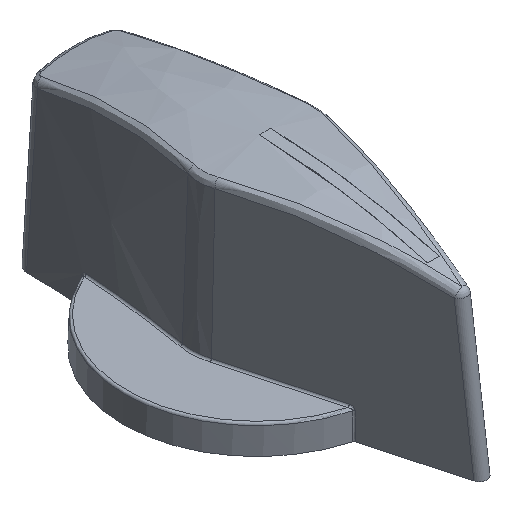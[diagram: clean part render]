
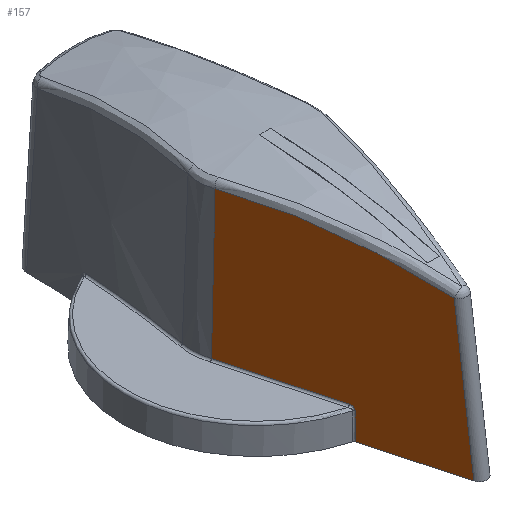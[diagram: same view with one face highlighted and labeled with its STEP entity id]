
A CAD part, isometric view. The second image highlights one B-rep face of the part: STEP entity #157.
In plain terms, the highlighted planar face has unit normal (-0.964, -0.264, 0.035).
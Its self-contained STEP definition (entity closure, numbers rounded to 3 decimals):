
#157 = ADVANCED_FACE( '', ( #400 ), #401, .T. );
#400 = FACE_OUTER_BOUND( '', #767, .T. );
#401 = PLANE( '', #768 );
#767 = EDGE_LOOP( '', ( #2442, #2443, #2444, #2445, #2446, #2447, #2448 ) );
#768 = AXIS2_PLACEMENT_3D( '', #2449, #2450, #2451 );
#2442 = ORIENTED_EDGE( '', *, *, #3241, .T. );
#2443 = ORIENTED_EDGE( '', *, *, #3242, .T. );
#2444 = ORIENTED_EDGE( '', *, *, #3243, .T. );
#2445 = ORIENTED_EDGE( '', *, *, #3244, .T. );
#2446 = ORIENTED_EDGE( '', *, *, #3245, .F. );
#2447 = ORIENTED_EDGE( '', *, *, #3246, .T. );
#2448 = ORIENTED_EDGE( '', *, *, #3247, .T. );
#2449 = CARTESIAN_POINT( '', ( -7.708, -4.607, 0. ) );
#2450 = DIRECTION( '', ( -0.964, -0.264, 0.035 ) );
#2451 = DIRECTION( '', ( 0.264, -0.965, 0. ) );
#3241 = EDGE_CURVE( '', #3608, #3609, #3610, .T. );
#3242 = EDGE_CURVE( '', #3609, #3611, #3612, .F. );
#3243 = EDGE_CURVE( '', #3611, #3613, #3614, .T. );
#3244 = EDGE_CURVE( '', #3613, #3615, #3616, .T. );
#3245 = EDGE_CURVE( '', #3617, #3615, #3618, .T. );
#3246 = EDGE_CURVE( '', #3617, #3619, #3620, .F. );
#3247 = EDGE_CURVE( '', #3619, #3608, #3621, .T. );
#3608 = VERTEX_POINT( '', #4128 );
#3609 = VERTEX_POINT( '', #4129 );
#3610 = LINE( '', #4130, #4131 );
#3611 = VERTEX_POINT( '', #4132 );
#3612 = LINE( '', #4133, #4134 );
#3613 = VERTEX_POINT( '', #4135 );
#3614 = B_SPLINE_CURVE_WITH_KNOTS( '', 3, ( #4136, #4137, #4138, #4139, #4140, #4141, #4142, #4143, #4144, #4145, #4146, #4147, #4148, #4149, #4150, #4151, #4152, #4153, #4154, #4155, #4156, #4157, #4158, #4159, #4160, #4161, #4162, #4163, #4164, #4165, #4166, #4167, #4168, #4169, #4170 ), .UNSPECIFIED., .F., .F., ( 4, 2, 2, 2, 2, 1, 1, 2, 2, 1, 1, 1, 2, 2, 1, 1, 1, 2, 2, 1, 1, 1, 4 ), ( 0., 0., 0., 0., 0., 0., 0., 0., 0., 0., 0., 0.001, 0.001, 0.001, 0.001, 0.001, 0.001, 0.001, 0.001, 0.001, 0.001, 0.001, 0.001 ), .UNSPECIFIED. );
#3615 = VERTEX_POINT( '', #4171 );
#3616 = B_SPLINE_CURVE_WITH_KNOTS( '', 3, ( #4172, #4173, #4174, #4175 ), .UNSPECIFIED., .F., .F., ( 4, 4 ), ( 0., 0.003 ), .UNSPECIFIED. );
#3617 = VERTEX_POINT( '', #4176 );
#3618 = LINE( '', #4177, #4178 );
#3619 = VERTEX_POINT( '', #4179 );
#3620 = LINE( '', #4180, #4181 );
#3621 = B_SPLINE_CURVE_WITH_KNOTS( '', 3, ( #4182, #4183, #4184, #4185, #4186, #4187, #4188, #4189, #4190, #4191, #4192, #4193, #4194, #4195, #4196, #4197, #4198, #4199, #4200, #4201, #4202, #4203, #4204, #4205, #4206 ), .UNSPECIFIED., .F., .F., ( 4, 1, 1, 1, 1, 1, 2, 2, 1, 1, 1, 1, 2, 1, 1, 2, 1, 1, 4 ), ( 0., 0.002, 0.003, 0.005, 0.006, 0.008, 0.01, 0.013, 0.014, 0.016, 0.018, 0.019, 0.021, 0.022, 0.022, 0.022, 0.023, 0.024, 0.026 ), .UNSPECIFIED. );
#4128 = CARTESIAN_POINT( '', ( -7.577, -2.072, 22.761 ) );
#4129 = CARTESIAN_POINT( '', ( -8.211, -2.245, 3.941 ) );
#4130 = CARTESIAN_POINT( '', ( -8.344, -2.281, 0. ) );
#4131 = VECTOR( '', #5596, 1000. );
#4132 = CARTESIAN_POINT( '', ( -4.344, -16.388, 3.941 ) );
#4133 = CARTESIAN_POINT( '', ( -7.575, -4.571, 3.941 ) );
#4134 = VECTOR( '', #5597, 1000. );
#4135 = CARTESIAN_POINT( '', ( -4.197, -16.997, 3.41 ) );
#4136 = CARTESIAN_POINT( '', ( -4.344, -16.388, 3.941 ) );
#4137 = CARTESIAN_POINT( '', ( -4.334, -16.425, 3.941 ) );
#4138 = CARTESIAN_POINT( '', ( -4.324, -16.461, 3.938 ) );
#4139 = CARTESIAN_POINT( '', ( -4.31, -16.515, 3.93 ) );
#4140 = CARTESIAN_POINT( '', ( -4.305, -16.533, 3.926 ) );
#4141 = CARTESIAN_POINT( '', ( -4.298, -16.56, 3.92 ) );
#4142 = CARTESIAN_POINT( '', ( -4.296, -16.569, 3.917 ) );
#4143 = CARTESIAN_POINT( '', ( -4.291, -16.587, 3.912 ) );
#4144 = CARTESIAN_POINT( '', ( -4.289, -16.596, 3.909 ) );
#4145 = CARTESIAN_POINT( '', ( -4.282, -16.622, 3.9 ) );
#4146 = CARTESIAN_POINT( '', ( -4.273, -16.656, 3.887 ) );
#4147 = CARTESIAN_POINT( '', ( -4.26, -16.706, 3.863 ) );
#4148 = CARTESIAN_POINT( '', ( -4.252, -16.738, 3.844 ) );
#4149 = CARTESIAN_POINT( '', ( -4.247, -16.757, 3.831 ) );
#4150 = CARTESIAN_POINT( '', ( -4.246, -16.761, 3.828 ) );
#4151 = CARTESIAN_POINT( '', ( -4.245, -16.768, 3.823 ) );
#4152 = CARTESIAN_POINT( '', ( -4.242, -16.78, 3.815 ) );
#4153 = CARTESIAN_POINT( '', ( -4.235, -16.806, 3.795 ) );
#4154 = CARTESIAN_POINT( '', ( -4.227, -16.84, 3.764 ) );
#4155 = CARTESIAN_POINT( '', ( -4.221, -16.866, 3.737 ) );
#4156 = CARTESIAN_POINT( '', ( -4.218, -16.881, 3.718 ) );
#4157 = CARTESIAN_POINT( '', ( -4.217, -16.884, 3.715 ) );
#4158 = CARTESIAN_POINT( '', ( -4.216, -16.889, 3.707 ) );
#4159 = CARTESIAN_POINT( '', ( -4.214, -16.898, 3.696 ) );
#4160 = CARTESIAN_POINT( '', ( -4.21, -16.917, 3.669 ) );
#4161 = CARTESIAN_POINT( '', ( -4.204, -16.941, 3.629 ) );
#4162 = CARTESIAN_POINT( '', ( -4.201, -16.957, 3.594 ) );
#4163 = CARTESIAN_POINT( '', ( -4.2, -16.965, 3.572 ) );
#4164 = CARTESIAN_POINT( '', ( -4.2, -16.967, 3.568 ) );
#4165 = CARTESIAN_POINT( '', ( -4.199, -16.97, 3.559 ) );
#4166 = CARTESIAN_POINT( '', ( -4.198, -16.975, 3.545 ) );
#4167 = CARTESIAN_POINT( '', ( -4.197, -16.984, 3.514 ) );
#4168 = CARTESIAN_POINT( '', ( -4.196, -16.993, 3.467 ) );
#4169 = CARTESIAN_POINT( '', ( -4.196, -16.997, 3.43 ) );
#4170 = CARTESIAN_POINT( '', ( -4.197, -16.997, 3.41 ) );
#4171 = CARTESIAN_POINT( '', ( -4.294, -17.095, 0. ) );
#4172 = CARTESIAN_POINT( '', ( -4.197, -16.997, 3.41 ) );
#4173 = CARTESIAN_POINT( '', ( -4.229, -17.03, 2.274 ) );
#4174 = CARTESIAN_POINT( '', ( -4.261, -17.062, 1.137 ) );
#4175 = CARTESIAN_POINT( '', ( -4.294, -17.095, 0. ) );
#4176 = CARTESIAN_POINT( '', ( -0.964, -29.274, 0. ) );
#4177 = CARTESIAN_POINT( '', ( -7.708, -4.607, 0. ) );
#4178 = VECTOR( '', #5598, 1000. );
#4179 = CARTESIAN_POINT( '', ( -0.964, -26.709, 19.368 ) );
#4180 = CARTESIAN_POINT( '', ( -0.964, -28.849, 3.21 ) );
#4181 = VECTOR( '', #5599, 1000. );
#4182 = CARTESIAN_POINT( '', ( -0.964, -26.709, 19.368 ) );
#4183 = CARTESIAN_POINT( '', ( -1.094, -26.21, 19.537 ) );
#4184 = CARTESIAN_POINT( '', ( -1.356, -25.209, 19.861 ) );
#4185 = CARTESIAN_POINT( '', ( -1.752, -23.703, 20.31 ) );
#4186 = CARTESIAN_POINT( '', ( -2.15, -22.191, 20.722 ) );
#4187 = CARTESIAN_POINT( '', ( -2.552, -20.674, 21.098 ) );
#4188 = CARTESIAN_POINT( '', ( -2.955, -19.151, 21.437 ) );
#4189 = CARTESIAN_POINT( '', ( -3.227, -18.133, 21.64 ) );
#4190 = CARTESIAN_POINT( '', ( -3.635, -16.603, 21.926 ) );
#4191 = CARTESIAN_POINT( '', ( -3.908, -15.579, 22.093 ) );
#4192 = CARTESIAN_POINT( '', ( -4.322, -14.038, 22.307 ) );
#4193 = CARTESIAN_POINT( '', ( -4.598, -13.009, 22.438 ) );
#4194 = CARTESIAN_POINT( '', ( -5.016, -11.461, 22.598 ) );
#4195 = CARTESIAN_POINT( '', ( -5.436, -9.907, 22.722 ) );
#4196 = CARTESIAN_POINT( '', ( -5.86, -8.347, 22.808 ) );
#4197 = CARTESIAN_POINT( '', ( -6.144, -7.304, 22.841 ) );
#4198 = CARTESIAN_POINT( '', ( -6.357, -6.52, 22.855 ) );
#4199 = CARTESIAN_POINT( '', ( -6.447, -6.193, 22.859 ) );
#4200 = CARTESIAN_POINT( '', ( -6.554, -5.8, 22.861 ) );
#4201 = CARTESIAN_POINT( '', ( -6.59, -5.669, 22.861 ) );
#4202 = CARTESIAN_POINT( '', ( -6.644, -5.473, 22.861 ) );
#4203 = CARTESIAN_POINT( '', ( -6.823, -4.818, 22.859 ) );
#4204 = CARTESIAN_POINT( '', ( -7.145, -3.64, 22.837 ) );
#4205 = CARTESIAN_POINT( '', ( -7.433, -2.594, 22.791 ) );
#4206 = CARTESIAN_POINT( '', ( -7.577, -2.072, 22.761 ) );
#5596 = DIRECTION( '', ( -0.034, -0.009, -0.999 ) );
#5597 = DIRECTION( '', ( -0.264, 0.965, 0. ) );
#5598 = DIRECTION( '', ( -0.264, 0.965, 0. ) );
#5599 = DIRECTION( '', ( 0., -0.131, -0.991 ) );
